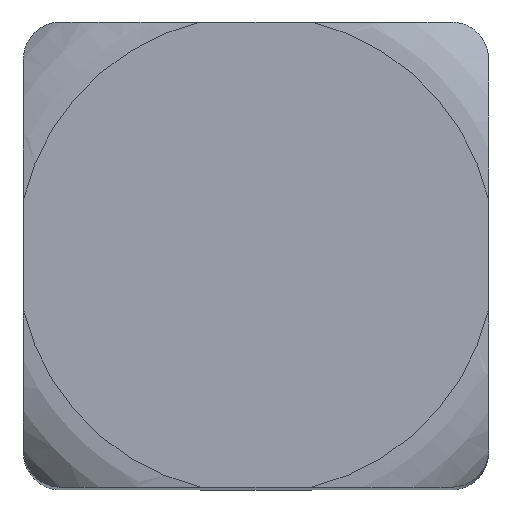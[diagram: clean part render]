
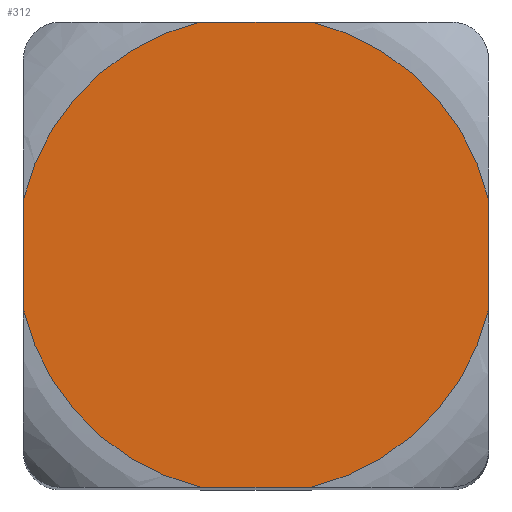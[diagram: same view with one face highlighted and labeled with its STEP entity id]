
A CAD part, top view. The second image highlights one B-rep face of the part: STEP entity #312.
In plain terms, the highlighted planar face has unit normal (0, 0, 1).
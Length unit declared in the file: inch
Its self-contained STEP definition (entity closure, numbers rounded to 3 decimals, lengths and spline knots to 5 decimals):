
#19=LINE('',#484,#35);
#23=LINE('',#513,#39);
#27=LINE('',#544,#43);
#28=LINE('',#548,#44);
#35=VECTOR('',#381,0.02975);
#39=VECTOR('',#387,0.02975);
#43=VECTOR('',#395,0.02975);
#44=VECTOR('',#398,0.02975);
#53=PLANE('',#351);
#60=FACE_OUTER_BOUND('',#78,.T.);
#78=EDGE_LOOP('',(#225,#226,#227,#228,#229,#230,#231,#232));
#117=CIRCLE('',#348,0.06425);
#118=CIRCLE('',#352,0.06425);
#119=CIRCLE('',#353,0.06425);
#120=CIRCLE('',#354,0.06425);
#125=VERTEX_POINT('',#445);
#126=VERTEX_POINT('',#446);
#129=VERTEX_POINT('',#483);
#135=VERTEX_POINT('',#512);
#141=VERTEX_POINT('',#541);
#142=VERTEX_POINT('',#543);
#143=VERTEX_POINT('',#545);
#144=VERTEX_POINT('',#547);
#157=EDGE_CURVE('',#125,#126,#117,.T.);
#161=EDGE_CURVE('',#129,#125,#19,.T.);
#168=EDGE_CURVE('',#126,#135,#23,.T.);
#175=EDGE_CURVE('',#135,#141,#118,.T.);
#176=EDGE_CURVE('',#141,#142,#27,.T.);
#177=EDGE_CURVE('',#142,#143,#119,.T.);
#178=EDGE_CURVE('',#143,#144,#28,.T.);
#179=EDGE_CURVE('',#144,#129,#120,.T.);
#225=ORIENTED_EDGE('',*,*,#168,.T.);
#226=ORIENTED_EDGE('',*,*,#175,.T.);
#227=ORIENTED_EDGE('',*,*,#176,.T.);
#228=ORIENTED_EDGE('',*,*,#177,.T.);
#229=ORIENTED_EDGE('',*,*,#178,.T.);
#230=ORIENTED_EDGE('',*,*,#179,.T.);
#231=ORIENTED_EDGE('',*,*,#161,.T.);
#232=ORIENTED_EDGE('',*,*,#157,.T.);
#312=ADVANCED_FACE('',(#60),#53,.F.);
#348=AXIS2_PLACEMENT_3D('',#447,#377,#378);
#351=AXIS2_PLACEMENT_3D('',#540,#391,#392);
#352=AXIS2_PLACEMENT_3D('',#542,#393,#394);
#353=AXIS2_PLACEMENT_3D('',#546,#396,#397);
#354=AXIS2_PLACEMENT_3D('',#549,#399,#400);
#377=DIRECTION('center_axis',(0.,0.,1.));
#378=DIRECTION('ref_axis',(1.,0.,0.));
#381=DIRECTION('',(-1.,0.,0.));
#387=DIRECTION('',(0.,-1.,0.));
#391=DIRECTION('center_axis',(0.,0.,-1.));
#392=DIRECTION('ref_axis',(-1.,0.,0.));
#393=DIRECTION('center_axis',(0.,0.,1.));
#394=DIRECTION('ref_axis',(1.,0.,0.));
#395=DIRECTION('',(1.,0.,0.));
#396=DIRECTION('center_axis',(0.,0.,1.));
#397=DIRECTION('ref_axis',(1.,0.,0.));
#398=DIRECTION('',(0.,1.,0.));
#399=DIRECTION('center_axis',(0.,0.,1.));
#400=DIRECTION('ref_axis',(1.,0.,0.));
#445=CARTESIAN_POINT('',(-0.01488,0.0625,0.219));
#446=CARTESIAN_POINT('',(-0.0625,0.01488,0.219));
#447=CARTESIAN_POINT('Origin',(0.,0.,0.219));
#483=CARTESIAN_POINT('',(0.01488,0.0625,0.219));
#484=CARTESIAN_POINT('',(0.01488,0.0625,0.219));
#512=CARTESIAN_POINT('',(-0.0625,-0.01488,0.219));
#513=CARTESIAN_POINT('',(-0.0625,0.01488,0.219));
#540=CARTESIAN_POINT('Origin',(-0.0625,0.0625,0.219));
#541=CARTESIAN_POINT('',(-0.01488,-0.0625,0.219));
#542=CARTESIAN_POINT('Origin',(0.,0.,0.219));
#543=CARTESIAN_POINT('',(0.01488,-0.0625,0.219));
#544=CARTESIAN_POINT('',(-0.01488,-0.0625,0.219));
#545=CARTESIAN_POINT('',(0.0625,-0.01488,0.219));
#546=CARTESIAN_POINT('Origin',(0.,0.,0.219));
#547=CARTESIAN_POINT('',(0.0625,0.01488,0.219));
#548=CARTESIAN_POINT('',(0.0625,-0.01488,0.219));
#549=CARTESIAN_POINT('Origin',(0.,0.,0.219));
